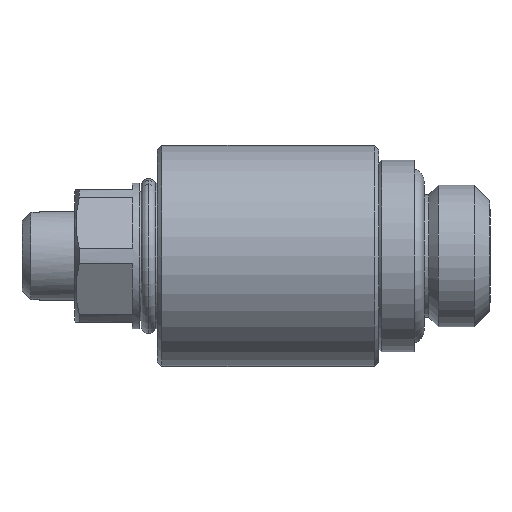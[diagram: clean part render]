
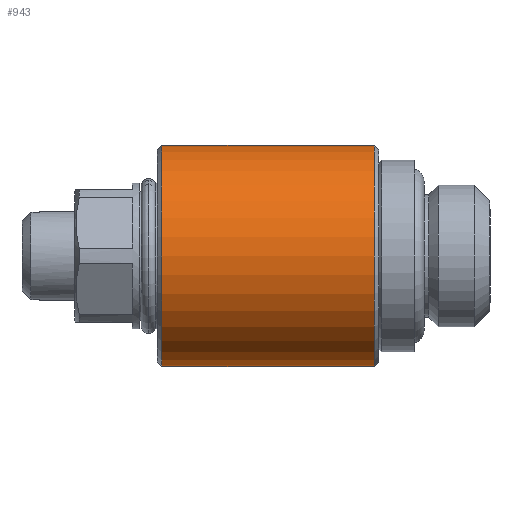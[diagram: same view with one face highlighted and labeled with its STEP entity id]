
A CAD part, left-side view. The second image highlights one B-rep face of the part: STEP entity #943.
In plain terms, the highlighted cylindrical face has radius 7.5 mm (diameter 15 mm), a partial arc.
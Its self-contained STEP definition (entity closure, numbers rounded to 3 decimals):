
#414 = VERTEX_POINT ( 'NONE', #1677 ) ;
#424 = VERTEX_POINT ( 'NONE', #1701 ) ;
#436 = VERTEX_POINT ( 'NONE', #1723 ) ;
#470 = EDGE_CURVE ( 'NONE', #424, #414, #1809, .T. ) ;
#481 = VERTEX_POINT ( 'NONE', #2221 ) ;
#484 = EDGE_CURVE ( 'NONE', #436, #481, #2230, .T. ) ;
#882 = ORIENTED_EDGE ( 'NONE', *, *, #470, .F. ) ;
#883 = ORIENTED_EDGE ( 'NONE', *, *, #884, .T. ) ;
#884 = EDGE_CURVE ( 'NONE', #424, #436, #3303, .T. ) ;
#943 = ADVANCED_FACE ( 'NONE', ( #3367 ), #3402, .T. ) ;
#944 = EDGE_LOOP ( 'NONE', ( #882, #883, #945, #946 ) ) ;
#945 = ORIENTED_EDGE ( 'NONE', *, *, #484, .T. ) ;
#946 = ORIENTED_EDGE ( 'NONE', *, *, #947, .F. ) ;
#947 = EDGE_CURVE ( 'NONE', #414, #481, #3383, .T. ) ;
#1677 = CARTESIAN_POINT ( 'NONE',  ( 0., 8.2, 7.5 ) ) ;
#1701 = CARTESIAN_POINT ( 'NONE',  ( 0., 22.6, 7.5 ) ) ;
#1723 = CARTESIAN_POINT ( 'NONE',  ( 0., 22.6, -7.5 ) ) ;
#1806 = DIRECTION ( 'NONE',  ( 0., -1., 0. ) ) ;
#1807 = VECTOR ( 'NONE', #1806, 1000. ) ;
#1808 = CARTESIAN_POINT ( 'NONE',  ( 0., 5.519, 7.5 ) ) ;
#1809 = LINE ( 'NONE', #1808, #1807 ) ;
#2213 = DIRECTION ( 'NONE',  ( 0., -1., 0. ) ) ;
#2214 = VECTOR ( 'NONE', #2213, 1000. ) ;
#2215 = CARTESIAN_POINT ( 'NONE',  ( 0., 5.519, -7.5 ) ) ;
#2221 = CARTESIAN_POINT ( 'NONE',  ( 0., 8.2, -7.5 ) ) ;
#2230 = LINE ( 'NONE', #2215, #2214 ) ;
#3281 = DIRECTION ( 'NONE',  ( 0., -1., 0. ) ) ;
#3287 = AXIS2_PLACEMENT_3D ( 'NONE', #3308, #3281, #3291 ) ;
#3291 = DIRECTION ( 'NONE',  ( 0., 0., -1. ) ) ;
#3303 = CIRCLE ( 'NONE', #3287, 7.5 ) ;
#3308 = CARTESIAN_POINT ( 'NONE',  ( 0., 22.6, 0. ) ) ;
#3350 = DIRECTION ( 'NONE',  ( 0., 0., -1. ) ) ;
#3351 = AXIS2_PLACEMENT_3D ( 'NONE', #3401, #3366, #3350 ) ;
#3366 = DIRECTION ( 'NONE',  ( 0., -1., 0. ) ) ;
#3367 = FACE_OUTER_BOUND ( 'NONE', #944, .T. ) ;
#3379 = DIRECTION ( 'NONE',  ( 0., 0., -1. ) ) ;
#3380 = DIRECTION ( 'NONE',  ( 0., -1., 0. ) ) ;
#3381 = CARTESIAN_POINT ( 'NONE',  ( 0., 8.2, 0. ) ) ;
#3382 = AXIS2_PLACEMENT_3D ( 'NONE', #3381, #3380, #3379 ) ;
#3383 = CIRCLE ( 'NONE', #3382, 7.5 ) ;
#3401 = CARTESIAN_POINT ( 'NONE',  ( 0., 5.519, 0. ) ) ;
#3402 = CYLINDRICAL_SURFACE ( 'NONE', #3351, 7.5 ) ;
